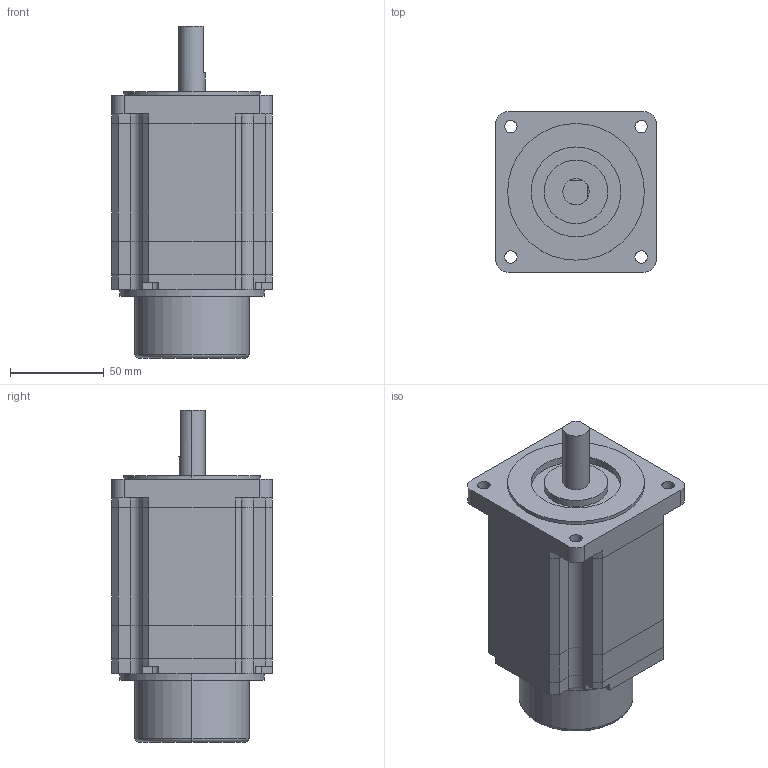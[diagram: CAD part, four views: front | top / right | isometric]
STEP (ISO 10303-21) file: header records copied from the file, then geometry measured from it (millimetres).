
FILE_DESCRIPTION (( 'STEP AP214' ), '1' );
FILE_NAME ('PF49901AM.STEP', '2015-01-14T11:20:34', ( 'j' ), ( '' ), 'SwSTEP 2.0', 'SolidWorks 2011', '' );
FILE_SCHEMA (( 'AUTOMOTIVE_DESIGN' ));
Length unit declared in the file: millimetre
Products named in the file (1): PF49901AM
Bounding box: 85.8 x 85.8 x 177.4 mm (x, y, z)
Volume: 784054.7 mm3; surface area: 100527.8 mm2
Topology: 5 solids, 5 shells, 213 faces, 560 edges, 372 vertices
Faces by surface type: plane 129, cylinder 80, torus 4
Entity records: 6716 total; most frequent: DIRECTION 1164, CARTESIAN_POINT 1146, ORIENTED_EDGE 1120, EDGE_CURVE 560, AXIS2_PLACEMENT_3D 390, VECTOR 384, LINE 384, VERTEX_POINT 372
